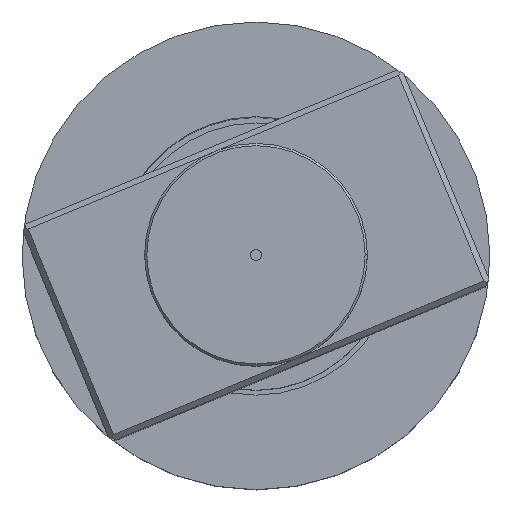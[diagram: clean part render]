
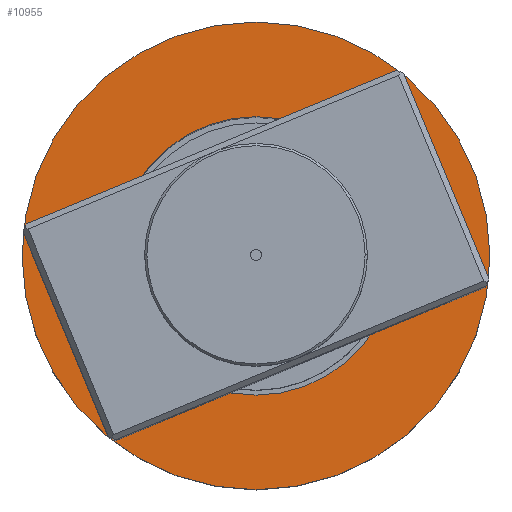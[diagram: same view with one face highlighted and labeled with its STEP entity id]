
A CAD part, top view. The second image highlights one B-rep face of the part: STEP entity #10955.
In plain terms, the highlighted face is planar.
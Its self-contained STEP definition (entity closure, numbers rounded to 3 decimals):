
#61 = CIRCLE ( 'NONE', #8193, 21. ) ;
#619 = FACE_OUTER_BOUND ( 'NONE', #10378, .T. ) ;
#1186 = ORIENTED_EDGE ( 'NONE', *, *, #8278, .F. ) ;
#1414 = CARTESIAN_POINT ( 'NONE',  ( 21., 0., 0. ) ) ;
#1905 = AXIS2_PLACEMENT_3D ( 'NONE', #6187, #8536, #3062 ) ;
#1935 = DIRECTION ( 'NONE',  ( 0., 0., 1. ) ) ;
#2094 = CIRCLE ( 'NONE', #6981, 12.5 ) ;
#3062 = DIRECTION ( 'NONE',  ( 1., 0., 0. ) ) ;
#3384 = DIRECTION ( 'NONE',  ( 0., 0., 1. ) ) ;
#4467 = CARTESIAN_POINT ( 'NONE',  ( 0., 0., 0. ) ) ;
#5442 = DIRECTION ( 'NONE',  ( 1., 0., 0. ) ) ;
#5483 = ORIENTED_EDGE ( 'NONE', *, *, #8253, .F. ) ;
#6159 = FACE_BOUND ( 'NONE', #10790, .T. ) ;
#6187 = CARTESIAN_POINT ( 'NONE',  ( 0., 0., 0. ) ) ;
#6981 = AXIS2_PLACEMENT_3D ( 'NONE', #13153, #1935, #5442 ) ;
#6985 = VERTEX_POINT ( 'NONE', #13374 ) ;
#7009 = EDGE_CURVE ( 'NONE', #10919, #6985, #2094, .T. ) ;
#7405 = CARTESIAN_POINT ( 'NONE',  ( -12.5, 0., 0. ) ) ;
#7604 = CARTESIAN_POINT ( 'NONE',  ( 0., 0., 0. ) ) ;
#7731 = CIRCLE ( 'NONE', #1905, 21. ) ;
#7879 = AXIS2_PLACEMENT_3D ( 'NONE', #4467, #3384, #11047 ) ;
#8193 = AXIS2_PLACEMENT_3D ( 'NONE', #7604, #14309, #9729 ) ;
#8253 = EDGE_CURVE ( 'NONE', #8955, #11229, #61, .T. ) ;
#8278 = EDGE_CURVE ( 'NONE', #11229, #8955, #7731, .T. ) ;
#8365 = CARTESIAN_POINT ( 'NONE',  ( 0., 0., 0. ) ) ;
#8536 = DIRECTION ( 'NONE',  ( 0., 0., 1. ) ) ;
#8558 = ORIENTED_EDGE ( 'NONE', *, *, #10224, .T. ) ;
#8955 = VERTEX_POINT ( 'NONE', #12107 ) ;
#9455 = PLANE ( 'NONE',  #12807 ) ;
#9729 = DIRECTION ( 'NONE',  ( 1., 0., 0. ) ) ;
#10224 = EDGE_CURVE ( 'NONE', #6985, #10919, #14213, .T. ) ;
#10378 = EDGE_LOOP ( 'NONE', ( #5483, #1186 ) ) ;
#10790 = EDGE_LOOP ( 'NONE', ( #8558, #14169 ) ) ;
#10919 = VERTEX_POINT ( 'NONE', #7405 ) ;
#10955 = ADVANCED_FACE ( 'NONE', ( #6159, #619 ), #9455, .F. ) ;
#11047 = DIRECTION ( 'NONE',  ( 1., 0., 0. ) ) ;
#11229 = VERTEX_POINT ( 'NONE', #1414 ) ;
#11881 = DIRECTION ( 'NONE',  ( 0., 0., 1. ) ) ;
#12107 = CARTESIAN_POINT ( 'NONE',  ( -21., 0., 0. ) ) ;
#12807 = AXIS2_PLACEMENT_3D ( 'NONE', #8365, #11881, #12991 ) ;
#12991 = DIRECTION ( 'NONE',  ( 1., 0., 0. ) ) ;
#13153 = CARTESIAN_POINT ( 'NONE',  ( 0., 0., 0. ) ) ;
#13374 = CARTESIAN_POINT ( 'NONE',  ( 12.5, 0., 0. ) ) ;
#14169 = ORIENTED_EDGE ( 'NONE', *, *, #7009, .T. ) ;
#14213 = CIRCLE ( 'NONE', #7879, 12.5 ) ;
#14309 = DIRECTION ( 'NONE',  ( 0., 0., 1. ) ) ;
